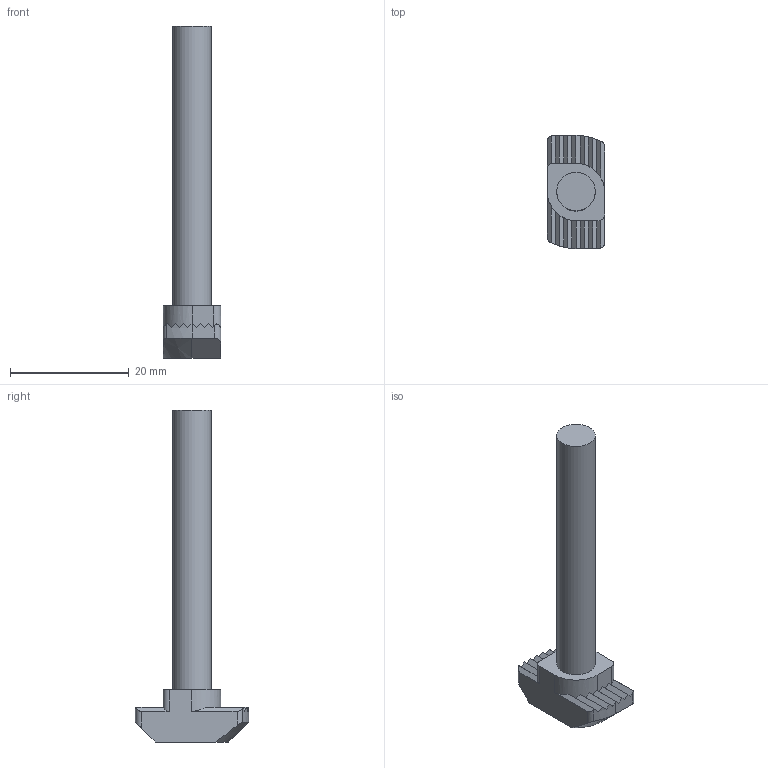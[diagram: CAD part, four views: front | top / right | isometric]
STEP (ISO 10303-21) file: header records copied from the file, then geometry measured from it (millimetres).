
FILE_DESCRIPTION(/* description */ (''),/* implementation_level */ '2;1');
FILE_NAME(/* name */ '120225',/* time_stamp */ '2014-08-28T16:54:31+02:00',/* author */ (''),/* organization */ (''),/* preprocessor_version */ 'ST-DEVELOPER v14',/* originating_system */ 'HiCAD 2013 1802.4 Build 509',/* authorisation */ '');
FILE_SCHEMA (('AUTOMOTIVE_DESIGN { 1 0 10303 214 1 1 1 1 }'));
Length unit declared in the file: millimetre
Products named in the file (2): Root; 120225 - Hamerkopbout M8 x 50 BOIKON
Assembly tree (1 placements, depth 2):
  Root
    120225 - Hamerkopbout M8 x 50 BOIKON
Bounding box: 9.7 x 19 x 55.8 mm (x, y, z)
Volume: 2692.3 mm3; surface area: 1695.4 mm2
Topology: 1 solids, 1 shells, 52 faces, 144 edges, 97 vertices
Faces by surface type: plane 39, cylinder 11, cone 2
Full cylindrical faces by diameter (mm): 6.466 x1
Entity records: 2896 total; most frequent: CARTESIAN_POINT 354, DIRECTION 302, PRESENTATION_STYLE_ASSIGNMENT 285, DRAUGHTING_PRE_DEFINED_CURVE_FONT 284, CURVE_STYLE 284, OVER_RIDING_STYLED_ITEM 284, ORIENTED_EDGE 284, EDGE_CURVE 142
